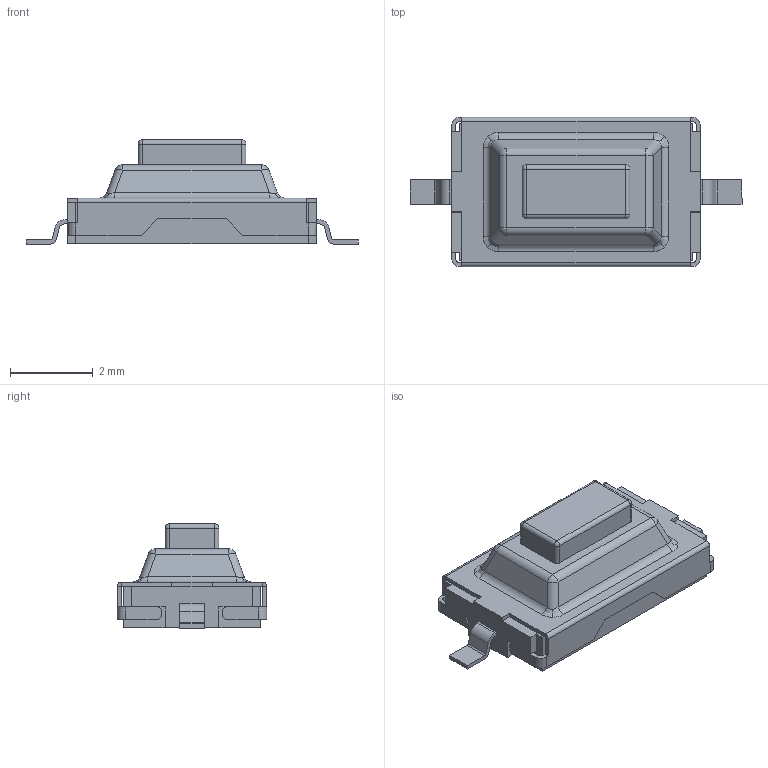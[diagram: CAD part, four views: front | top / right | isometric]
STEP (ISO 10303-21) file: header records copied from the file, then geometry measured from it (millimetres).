
FILE_DESCRIPTION (( 'STEP AP214' ), '1' );
FILE_NAME ('SW-SMD_HX-TS-1101-C-W.STEP', '2024-08-29T09:17:35', ( '个人用户' ), ( '微软中国' ), 'SwSTEP 2.0', 'SolidWorks 2020', '' );
FILE_SCHEMA (( 'AUTOMOTIVE_DESIGN' ));
Length unit declared in the file: millimetre
Products named in the file (1): SW-SMD_HX-TS-1101-C-W
Bounding box: 8 x 3.6 x 2.51 mm (x, y, z)
Volume: 31.6 mm3; surface area: 132.1 mm2
Topology: 2 solids, 2 shells, 386 faces, 1033 edges, 670 vertices
Faces by surface type: plane 226, bspline 106, cylinder 46, sphere 8
Entity records: 16738 total; most frequent: CARTESIAN_POINT 3528, ORIENTED_EDGE 2058, DIRECTION 1467, EDGE_CURVE 1029, VECTOR 721, LINE 721, VERTEX_POINT 670, EDGE_LOOP 409
